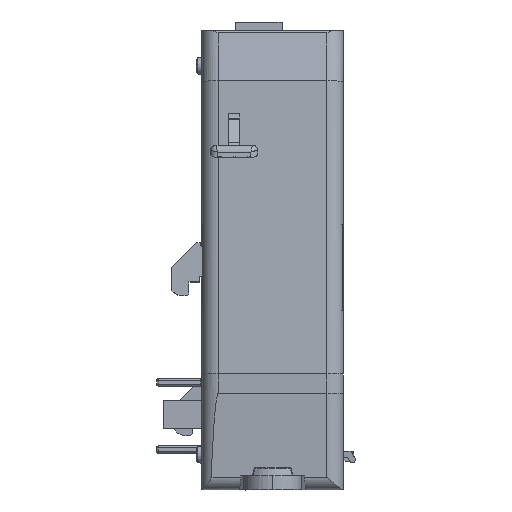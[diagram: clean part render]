
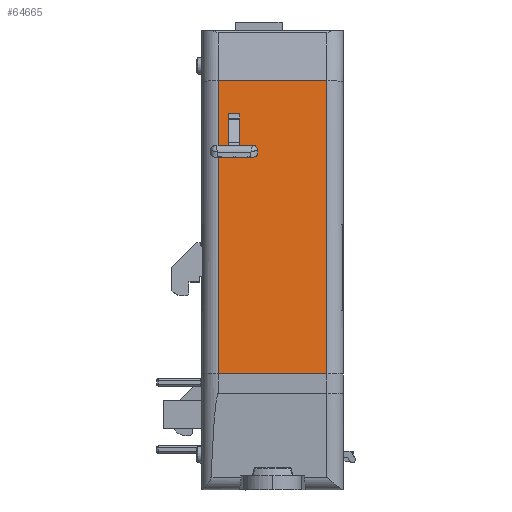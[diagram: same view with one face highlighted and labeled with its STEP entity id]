
A CAD part, front view. The second image highlights one B-rep face of the part: STEP entity #64665.
In plain terms, the highlighted planar face has unit normal (0, -0.999, 0.044).
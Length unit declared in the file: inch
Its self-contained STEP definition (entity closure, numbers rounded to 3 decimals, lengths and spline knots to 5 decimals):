
#2265 = VECTOR ( 'NONE', #144833, 39.37008 ) ;
#3984 = VECTOR ( 'NONE', #89910, 39.37008 ) ;
#4993 = VERTEX_POINT ( 'NONE', #7135 ) ;
#7135 = CARTESIAN_POINT ( 'NONE',  ( -0.17505, -1.75976, -0.76539 ) ) ;
#8840 = LINE ( 'NONE', #39849, #48228 ) ;
#11235 = EDGE_CURVE ( 'NONE', #93000, #159284, #67727, .T. ) ;
#19164 = CARTESIAN_POINT ( 'NONE',  ( -0.17505, -1.92586, -4.56957 ) ) ;
#23129 = ORIENTED_EDGE ( 'NONE', *, *, #58429, .T. ) ;
#24790 = CARTESIAN_POINT ( 'NONE',  ( -0.09629, -1.92586, -4.56957 ) ) ;
#30915 = CARTESIAN_POINT ( 'NONE',  ( -0.17505, -1.74776, -0.49051 ) ) ;
#33949 = DIRECTION ( 'NONE',  ( 0., -0.044, -0.999 ) ) ;
#34635 = PLANE ( 'NONE',  #193437 ) ;
#35867 = VECTOR ( 'NONE', #96588, 39.37008 ) ;
#37208 = LINE ( 'NONE', #99272, #123284 ) ;
#38763 = DIRECTION ( 'NONE',  ( -1., 0., 0. ) ) ;
#38938 = DIRECTION ( 'NONE',  ( 0., 0.044, 0.999 ) ) ;
#39849 = CARTESIAN_POINT ( 'NONE',  ( 0.51828, -1.92586, -4.56957 ) ) ;
#41073 = CARTESIAN_POINT ( 'NONE',  ( -0.09629, -1.75976, -0.76539 ) ) ;
#41225 = ORIENTED_EDGE ( 'NONE', *, *, #194589, .T. ) ;
#48228 = VECTOR ( 'NONE', #68655, 39.37008 ) ;
#51845 = EDGE_CURVE ( 'NONE', #154154, #172916, #37208, .T. ) ;
#55790 = VECTOR ( 'NONE', #186253, 39.37008 ) ;
#56982 = ORIENTED_EDGE ( 'NONE', *, *, #11235, .T. ) ;
#58429 = EDGE_CURVE ( 'NONE', #4993, #172916, #138988, .T. ) ;
#64665 = ADVANCED_FACE ( 'NONE', ( #177497, #170207 ), #34635, .T. ) ;
#65521 = CARTESIAN_POINT ( 'NONE',  ( 0.51828, -1.73772, -0.26054 ) ) ;
#67727 = LINE ( 'NONE', #111694, #35867 ) ;
#68655 = DIRECTION ( 'NONE',  ( 0., 0.044, 0.999 ) ) ;
#70343 = LINE ( 'NONE', #24790, #3984 ) ;
#70631 = VERTEX_POINT ( 'NONE', #41073 ) ;
#82080 = LINE ( 'NONE', #177156, #89377 ) ;
#86144 = EDGE_CURVE ( 'NONE', #91922, #93000, #8840, .T. ) ;
#89377 = VECTOR ( 'NONE', #191009, 39.37008 ) ;
#89910 = DIRECTION ( 'NONE',  ( 0., -0.044, -0.999 ) ) ;
#91922 = VERTEX_POINT ( 'NONE', #194036 ) ;
#92908 = CARTESIAN_POINT ( 'NONE',  ( -0.24746, -1.82827, -2.33452 ) ) ;
#93000 = VERTEX_POINT ( 'NONE', #65521 ) ;
#96588 = DIRECTION ( 'NONE',  ( -1., 0., 0. ) ) ;
#99272 = CARTESIAN_POINT ( 'NONE',  ( -0.13567, -1.74776, -0.49051 ) ) ;
#100793 = CARTESIAN_POINT ( 'NONE',  ( 0.63541, -1.82827, -2.33452 ) ) ;
#102322 = CARTESIAN_POINT ( 'NONE',  ( -0.09629, -1.74776, -0.49051 ) ) ;
#104438 = ORIENTED_EDGE ( 'NONE', *, *, #51845, .F. ) ;
#105074 = ORIENTED_EDGE ( 'NONE', *, *, #186476, .F. ) ;
#106574 = CARTESIAN_POINT ( 'NONE',  ( -0.24746, -1.73772, -0.26054 ) ) ;
#108791 = EDGE_CURVE ( 'NONE', #154154, #70631, #70343, .T. ) ;
#110118 = ORIENTED_EDGE ( 'NONE', *, *, #108791, .T. ) ;
#111694 = CARTESIAN_POINT ( 'NONE',  ( 0.63541, -1.73772, -0.26054 ) ) ;
#123284 = VECTOR ( 'NONE', #38763, 39.37008 ) ;
#129128 = VECTOR ( 'NONE', #38938, 39.37008 ) ;
#136737 = ORIENTED_EDGE ( 'NONE', *, *, #180400, .F. ) ;
#138792 = CARTESIAN_POINT ( 'NONE',  ( 0.63541, -1.75976, -0.76539 ) ) ;
#138988 = LINE ( 'NONE', #19164, #129128 ) ;
#143887 = EDGE_LOOP ( 'NONE', ( #104438, #110118, #136737, #23129 ) ) ;
#144560 = DIRECTION ( 'NONE',  ( 0., -0.999, 0.044 ) ) ;
#144833 = DIRECTION ( 'NONE',  ( -1., 0., 0. ) ) ;
#144883 = VERTEX_POINT ( 'NONE', #92908 ) ;
#154154 = VERTEX_POINT ( 'NONE', #102322 ) ;
#159284 = VERTEX_POINT ( 'NONE', #106574 ) ;
#164553 = EDGE_LOOP ( 'NONE', ( #105074, #180668, #56982, #41225 ) ) ;
#170207 = FACE_BOUND ( 'NONE', #143887, .T. ) ;
#172916 = VERTEX_POINT ( 'NONE', #30915 ) ;
#175493 = CARTESIAN_POINT ( 'NONE',  ( 0.63541, -1.92586, -4.56957 ) ) ;
#177156 = CARTESIAN_POINT ( 'NONE',  ( -0.24746, -1.82827, -2.33452 ) ) ;
#177497 = FACE_OUTER_BOUND ( 'NONE', #164553, .T. ) ;
#180400 = EDGE_CURVE ( 'NONE', #4993, #70631, #198385, .T. ) ;
#180668 = ORIENTED_EDGE ( 'NONE', *, *, #86144, .T. ) ;
#181625 = LINE ( 'NONE', #100793, #2265 ) ;
#186253 = DIRECTION ( 'NONE',  ( 1., 0., 0. ) ) ;
#186476 = EDGE_CURVE ( 'NONE', #91922, #144883, #181625, .T. ) ;
#191009 = DIRECTION ( 'NONE',  ( 0., -0.044, -0.999 ) ) ;
#193437 = AXIS2_PLACEMENT_3D ( 'NONE', #175493, #144560, #33949 ) ;
#194036 = CARTESIAN_POINT ( 'NONE',  ( 0.51828, -1.82827, -2.33452 ) ) ;
#194589 = EDGE_CURVE ( 'NONE', #159284, #144883, #82080, .T. ) ;
#198385 = LINE ( 'NONE', #138792, #55790 ) ;
